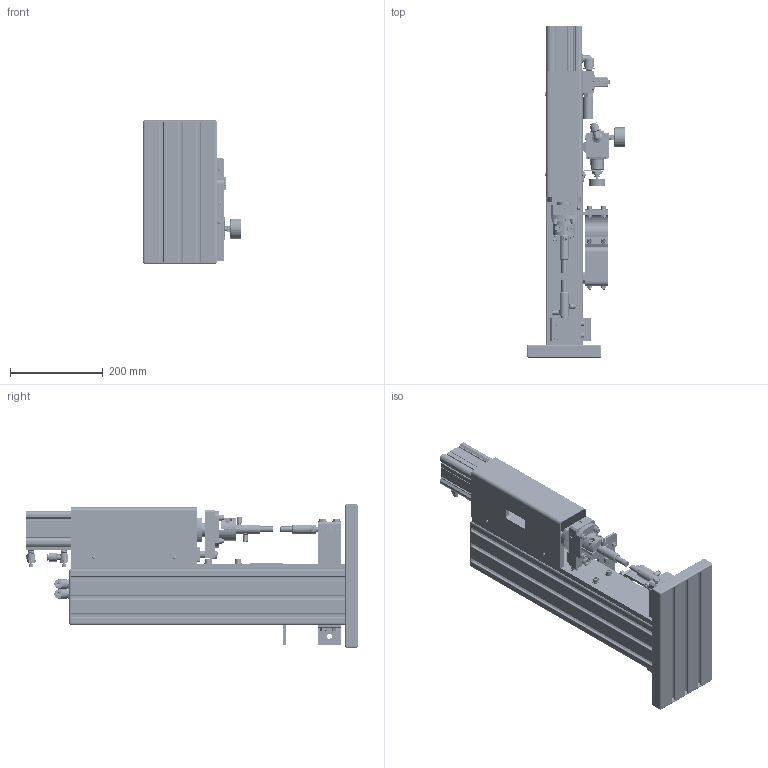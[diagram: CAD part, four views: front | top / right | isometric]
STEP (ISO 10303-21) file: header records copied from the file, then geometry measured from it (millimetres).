
FILE_DESCRIPTION (( 'STEP AP214' ), '1' );
FILE_NAME ('MH 1201 Assembly.STEP', '2015-08-19T16:53:50', ( 'user' ), ( '' ), 'SwSTEP 2.0', 'SolidWorks 2012', '' );
FILE_SCHEMA (( 'AUTOMOTIVE_DESIGN' ));
Length unit declared in the file: millimetre
Products named in the file (12): MH 1201 Air Pressure Assy; MH 1201 Flexure; MH 1201 Flexure Assy; MH 1201 Body; MH 1201 Upper Holder Assy; MH 1201 Upper Electrode Assy; MH 1201 Lower Electrode Assy; MH 1201 Lower Adapter; MH 1201 Vertical Base Plate; MH 1201 Vertical Stand; MH 1201 Horizontal Stand; MH 1201 Assembly
Assembly tree (11 placements, depth 2):
  MH 1201 Assembly
    MH 1201 Horizontal Stand
    MH 1201 Vertical Stand
    MH 1201 Vertical Base Plate
    MH 1201 Lower Adapter
    MH 1201 Lower Electrode Assy
    MH 1201 Upper Electrode Assy
    MH 1201 Upper Holder Assy
    MH 1201 Body
    MH 1201 Flexure Assy
    MH 1201 Flexure
    MH 1201 Air Pressure Assy
Bounding box: 211 x 714.39 x 308 mm (x, y, z)
Volume: 6010152.5 mm3; surface area: 1969746.6 mm2
Topology: 130 solids, 130 shells, 4380 faces, 10814 edges, 6946 vertices
Faces by surface type: plane 1713, cylinder 1663, cone 602, bspline 367, torus 23, sphere 12
Full cylindrical faces by diameter (mm): 1.6 x2, 2 x4, 2.5 x4, 3 x8, 3.2 x2, 3.3 x1, 3.4 x1, 3.7 x4, 4 x2, 4.2 x1, 4.3 x2, 5 x5, 5.7 x1, 6 x361, 6.8 x13, 7 x62, 7.674 x4, 8 x158, 8.5 x4, 8.92 x4, 9 x20, 9.7 x3, 10 x56, 10.7 x7, 11 x7, 11.13 x1, 11.664 x1, 12 x21, 12.3 x2, 12.4 x2
Entity records: 338172 total; most frequent: CARTESIAN_POINT 212295, ORIENTED_EDGE 17038, DIRECTION 15476, EDGE_CURVE 8519, AXIS2_PLACEMENT_3D 5796, VERTEX_POINT 5749, EDGE_LOOP 4974, FACE_OUTER_BOUND 4263
